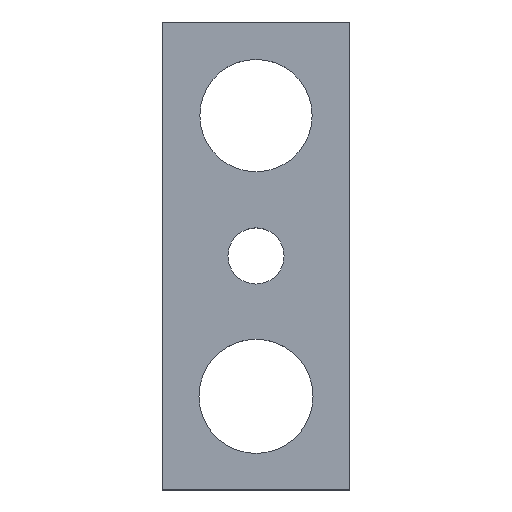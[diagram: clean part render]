
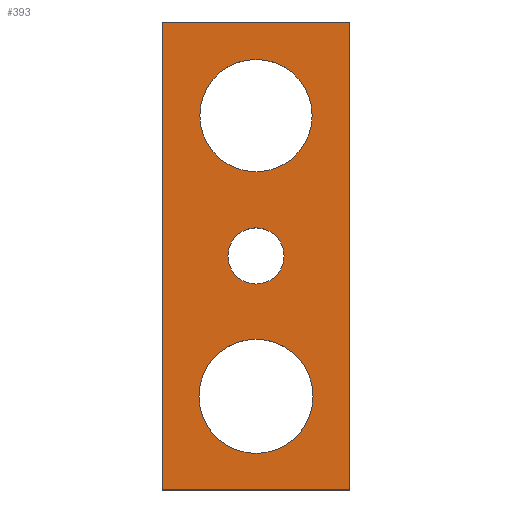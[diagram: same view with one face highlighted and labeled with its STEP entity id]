
A CAD part, top view. The second image highlights one B-rep face of the part: STEP entity #393.
In plain terms, the highlighted planar face has unit normal (0, 0, 1).
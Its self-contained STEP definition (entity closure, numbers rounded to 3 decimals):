
#162=AXIS2_PLACEMENT_3D('Circle Axis2P3D',#160,#161,$) ;
#205=AXIS2_PLACEMENT_3D('Circle Axis2P3D',#203,#204,$) ;
#228=AXIS2_PLACEMENT_3D('Circle Axis2P3D',#226,#227,$) ;
#264=AXIS2_PLACEMENT_3D('Circle Axis2P3D',#262,#263,$) ;
#287=AXIS2_PLACEMENT_3D('Circle Axis2P3D',#285,#286,$) ;
#330=AXIS2_PLACEMENT_3D('Circle Axis2P3D',#328,#329,$) ;
#373=AXIS2_PLACEMENT_3D('Plane Axis2P3D',#370,#371,#372) ;
#42=CARTESIAN_POINT('Vertex',(10.,10.,4.)) ;
#56=CARTESIAN_POINT('Vertex',(-10.,10.,4.)) ;
#59=CARTESIAN_POINT('Line Origine',(0.,10.,4.)) ;
#87=CARTESIAN_POINT('Vertex',(-10.,-40.,4.)) ;
#90=CARTESIAN_POINT('Line Origine',(-10.,-15.,4.)) ;
#118=CARTESIAN_POINT('Vertex',(10.,-40.,4.)) ;
#121=CARTESIAN_POINT('Line Origine',(0.,-40.,4.)) ;
#143=CARTESIAN_POINT('Line Origine',(10.,-15.,4.)) ;
#160=CARTESIAN_POINT('Axis2P3D Location',(0.,0.,4.)) ;
#164=CARTESIAN_POINT('Vertex',(-6.,0.,4.)) ;
#166=CARTESIAN_POINT('Vertex',(6.,0.,4.)) ;
#203=CARTESIAN_POINT('Axis2P3D Location',(0.,0.,4.)) ;
#226=CARTESIAN_POINT('Axis2P3D Location',(0.,-30.,4.)) ;
#230=CARTESIAN_POINT('Vertex',(-6.1,-30.,4.)) ;
#232=CARTESIAN_POINT('Vertex',(6.1,-30.,4.)) ;
#262=CARTESIAN_POINT('Axis2P3D Location',(0.,-30.,4.)) ;
#285=CARTESIAN_POINT('Axis2P3D Location',(0.,-15.,4.)) ;
#289=CARTESIAN_POINT('Vertex',(-3.,-15.,4.)) ;
#291=CARTESIAN_POINT('Vertex',(3.,-15.,4.)) ;
#328=CARTESIAN_POINT('Axis2P3D Location',(0.,-15.,4.)) ;
#370=CARTESIAN_POINT('Axis2P3D Location',(0.,0.,4.)) ;
#60=DIRECTION('Vector Direction',(1.,0.,0.)) ;
#91=DIRECTION('Vector Direction',(0.,1.,0.)) ;
#122=DIRECTION('Vector Direction',(-1.,0.,0.)) ;
#144=DIRECTION('Vector Direction',(0.,-1.,0.)) ;
#161=DIRECTION('Axis2P3D Direction',(0.,0.,1.)) ;
#204=DIRECTION('Axis2P3D Direction',(0.,0.,1.)) ;
#227=DIRECTION('Axis2P3D Direction',(0.,0.,1.)) ;
#263=DIRECTION('Axis2P3D Direction',(0.,0.,1.)) ;
#286=DIRECTION('Axis2P3D Direction',(0.,0.,1.)) ;
#329=DIRECTION('Axis2P3D Direction',(0.,0.,1.)) ;
#371=DIRECTION('Axis2P3D Direction',(0.,0.,1.)) ;
#372=DIRECTION('Axis2P3D XDirection',(1.,0.,0.)) ;
#61=VECTOR('Line Direction',#60,1.) ;
#92=VECTOR('Line Direction',#91,1.) ;
#123=VECTOR('Line Direction',#122,1.) ;
#145=VECTOR('Line Direction',#144,1.) ;
#376=ORIENTED_EDGE('',*,*,#63,.T.) ;
#377=ORIENTED_EDGE('',*,*,#94,.T.) ;
#378=ORIENTED_EDGE('',*,*,#125,.T.) ;
#379=ORIENTED_EDGE('',*,*,#147,.T.) ;
#382=ORIENTED_EDGE('',*,*,#168,.F.) ;
#383=ORIENTED_EDGE('',*,*,#207,.F.) ;
#386=ORIENTED_EDGE('',*,*,#234,.F.) ;
#387=ORIENTED_EDGE('',*,*,#266,.F.) ;
#390=ORIENTED_EDGE('',*,*,#293,.F.) ;
#391=ORIENTED_EDGE('',*,*,#332,.F.) ;
#384=FACE_BOUND('',#381,.T.) ;
#388=FACE_BOUND('',#385,.T.) ;
#392=FACE_BOUND('',#389,.T.) ;
#393=ADVANCED_FACE('PartBody',(#380,#384,#388,#392),#374,.T.) ;
#163=CIRCLE('generated circle',#162,6.) ;
#206=CIRCLE('generated circle',#205,6.) ;
#229=CIRCLE('generated circle',#228,6.1) ;
#265=CIRCLE('generated circle',#264,6.1) ;
#288=CIRCLE('generated circle',#287,3.) ;
#331=CIRCLE('generated circle',#330,3.) ;
#63=EDGE_CURVE('',#43,#57,#62,.F.) ;
#94=EDGE_CURVE('',#57,#88,#93,.F.) ;
#125=EDGE_CURVE('',#88,#119,#124,.F.) ;
#147=EDGE_CURVE('',#119,#43,#146,.F.) ;
#168=EDGE_CURVE('',#165,#167,#163,.T.) ;
#207=EDGE_CURVE('',#167,#165,#206,.T.) ;
#234=EDGE_CURVE('',#231,#233,#229,.T.) ;
#266=EDGE_CURVE('',#233,#231,#265,.T.) ;
#293=EDGE_CURVE('',#290,#292,#288,.T.) ;
#332=EDGE_CURVE('',#292,#290,#331,.T.) ;
#375=EDGE_LOOP('',(#376,#377,#378,#379)) ;
#381=EDGE_LOOP('',(#382,#383)) ;
#385=EDGE_LOOP('',(#386,#387)) ;
#389=EDGE_LOOP('',(#390,#391)) ;
#380=FACE_OUTER_BOUND('',#375,.T.) ;
#62=LINE('Line',#59,#61) ;
#93=LINE('Line',#90,#92) ;
#124=LINE('Line',#121,#123) ;
#146=LINE('Line',#143,#145) ;
#374=PLANE('',#373) ;
#43=VERTEX_POINT('',#42) ;
#57=VERTEX_POINT('',#56) ;
#88=VERTEX_POINT('',#87) ;
#119=VERTEX_POINT('',#118) ;
#165=VERTEX_POINT('',#164) ;
#167=VERTEX_POINT('',#166) ;
#231=VERTEX_POINT('',#230) ;
#233=VERTEX_POINT('',#232) ;
#290=VERTEX_POINT('',#289) ;
#292=VERTEX_POINT('',#291) ;
